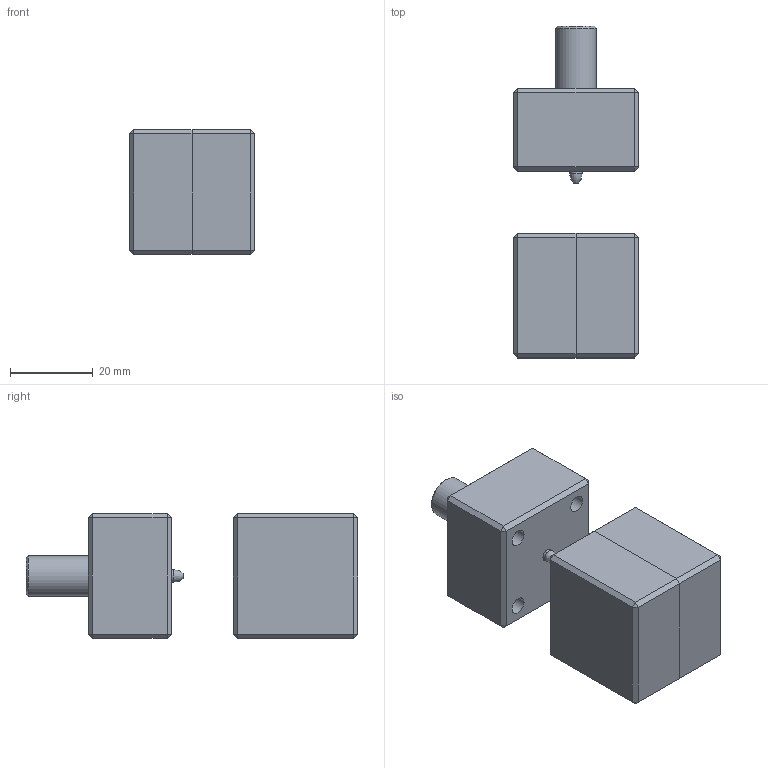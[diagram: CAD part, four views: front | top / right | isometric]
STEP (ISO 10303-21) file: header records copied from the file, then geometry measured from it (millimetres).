
FILE_DESCRIPTION(/* description */ (''),/* implementation_level */ '2;1');
FILE_NAME(/* name */ 'moule diabolo v4.step',/* time_stamp */ '2020-11-05T14:47:19+01:00',/* author */ (''),/* organization */ (''),/* preprocessor_version */ 'ST-DEVELOPER v18.1',/* originating_system */ 'Autodesk Translation Framework v9.3.0.1241',/* authorisation */ '');
FILE_SCHEMA (('AUTOMOTIVE_DESIGN { 1 0 10303 214 3 1 1 }'));
Length unit declared in the file: millimetre
Products named in the file (1): moule diabolo
Bounding box: 30 x 80.01 x 30 mm (x, y, z)
Volume: 44337.8 mm3; surface area: 15142.2 mm2
Topology: 4 solids, 4 shells, 227 faces, 555 edges, 350 vertices
Faces by surface type: cylinder 116, plane 82, cone 13, bspline 9, torus 7
Full cylindrical faces by diameter (mm): 2.95 x1, 3 x1, 3.332 x20, 4.1 x4, 4.109 x9, 4.11 x3, 5 x8, 9.9 x1, 10 x1
Entity records: 12811 total; most frequent: CARTESIAN_POINT 7819, ORIENTED_EDGE 1110, DIRECTION 863, EDGE_CURVE 555, VERTEX_POINT 350, AXIS2_PLACEMENT_3D 305, LINE 253, VECTOR 253
